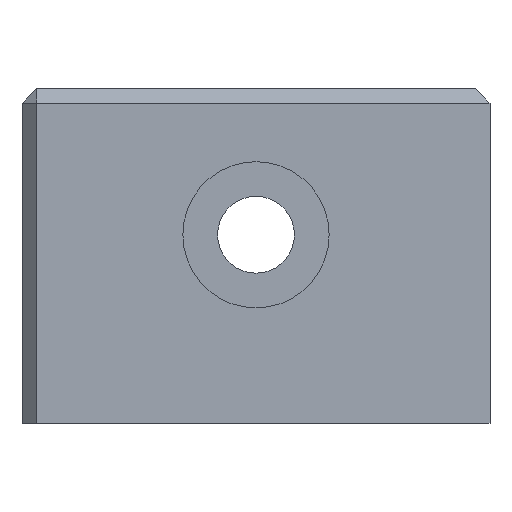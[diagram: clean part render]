
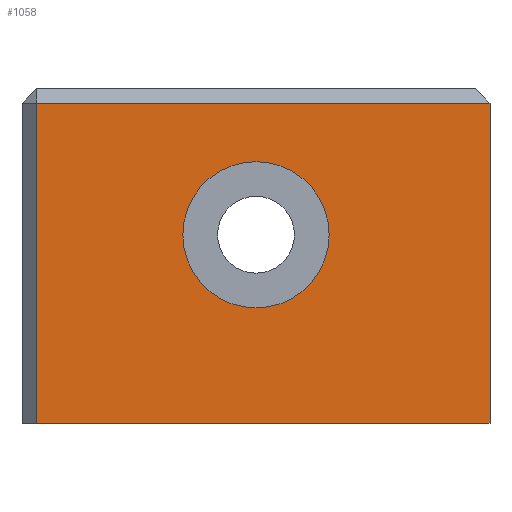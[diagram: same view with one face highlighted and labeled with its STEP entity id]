
A CAD part, front view. The second image highlights one B-rep face of the part: STEP entity #1058.
In plain terms, the highlighted planar face has unit normal (0, -1, 0).
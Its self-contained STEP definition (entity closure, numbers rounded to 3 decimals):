
#25=FACE_BOUND('',#134,.T.);
#42=CIRCLE('',#1136,5.);
#70=FACE_OUTER_BOUND('',#133,.T.);
#133=EDGE_LOOP('',(#731,#732,#733,#734));
#134=EDGE_LOOP('',(#735));
#209=LINE('',#1518,#337);
#226=LINE('',#1550,#354);
#227=LINE('',#1553,#355);
#228=LINE('',#1554,#356);
#337=VECTOR('',#1220,10.);
#354=VECTOR('',#1249,10.);
#355=VECTOR('',#1252,10.);
#356=VECTOR('',#1253,10.);
#463=VERTEX_POINT('',#1511);
#465=VERTEX_POINT('',#1516);
#473=VERTEX_POINT('',#1543);
#475=VERTEX_POINT('',#1552);
#476=VERTEX_POINT('',#1555);
#557=EDGE_CURVE('',#465,#463,#209,.T.);
#574=EDGE_CURVE('',#463,#473,#226,.T.);
#575=EDGE_CURVE('',#465,#475,#227,.T.);
#576=EDGE_CURVE('',#475,#473,#228,.T.);
#577=EDGE_CURVE('',#476,#476,#42,.T.);
#731=ORIENTED_EDGE('',*,*,#574,.F.);
#732=ORIENTED_EDGE('',*,*,#557,.F.);
#733=ORIENTED_EDGE('',*,*,#575,.T.);
#734=ORIENTED_EDGE('',*,*,#576,.T.);
#735=ORIENTED_EDGE('',*,*,#577,.T.);
#1005=PLANE('',#1135);
#1058=ADVANCED_FACE('',(#70,#25),#1005,.T.);
#1135=AXIS2_PLACEMENT_3D('',#1551,#1250,#1251);
#1136=AXIS2_PLACEMENT_3D('',#1556,#1254,#1255);
#1220=DIRECTION('',(0.,0.,1.));
#1249=DIRECTION('',(1.,0.,0.));
#1250=DIRECTION('center_axis',(0.,-1.,0.));
#1251=DIRECTION('ref_axis',(1.,0.,0.));
#1252=DIRECTION('',(1.,0.,0.));
#1253=DIRECTION('',(0.,0.,1.));
#1254=DIRECTION('center_axis',(0.,1.,0.));
#1255=DIRECTION('ref_axis',(-1.,0.,0.));
#1511=CARTESIAN_POINT('',(-15.,-25.9,21.9));
#1516=CARTESIAN_POINT('',(-15.,-25.9,0.));
#1518=CARTESIAN_POINT('',(-15.,-25.9,0.));
#1543=CARTESIAN_POINT('',(16.,-25.9,21.9));
#1550=CARTESIAN_POINT('',(-8.,-25.9,21.9));
#1551=CARTESIAN_POINT('Origin',(-16.,-25.9,0.));
#1552=CARTESIAN_POINT('',(16.,-25.9,0.));
#1553=CARTESIAN_POINT('',(-16.,-25.9,0.));
#1554=CARTESIAN_POINT('',(16.,-25.9,0.));
#1555=CARTESIAN_POINT('',(5.,-25.9,12.9));
#1556=CARTESIAN_POINT('Origin',(0.,-25.9,12.9));
